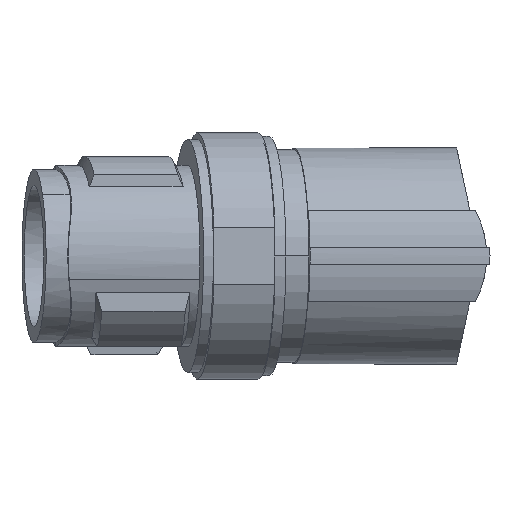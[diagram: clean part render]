
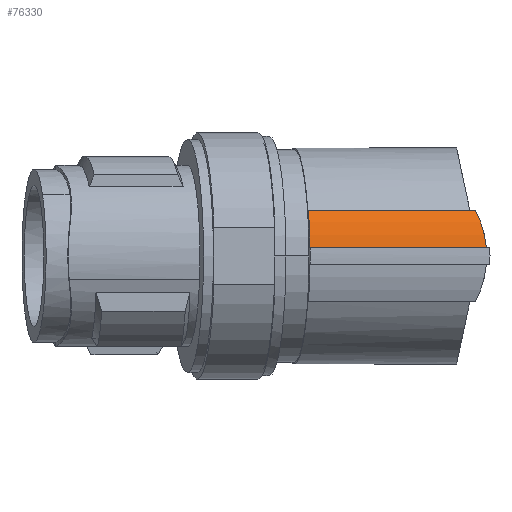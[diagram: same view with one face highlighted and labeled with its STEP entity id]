
A CAD part, left-side view. The second image highlights one B-rep face of the part: STEP entity #76330.
In plain terms, the highlighted cylindrical face has radius 6.8 mm (diameter 13.6 mm), a partial arc.
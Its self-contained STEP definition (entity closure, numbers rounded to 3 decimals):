
#51910=CARTESIAN_POINT('',(-33.855,4.8,
2.75));
#51920=VERTEX_POINT('',#51910);
#51950=CARTESIAN_POINT('',(-27.696,5.666,
0.));
#51960=DIRECTION('',(0.139,-0.99,
0.));
#51970=DIRECTION('',(0.99,0.139,
0.));
#51980=AXIS2_PLACEMENT_3D('',#51950,#51960,#51970);
#51990=CIRCLE('',#51980,6.8);
#52000=CARTESIAN_POINT('',(-34.412,4.722,
0.5));
#52010=VERTEX_POINT('',#52000);
#52020=EDGE_CURVE('',#51920,#52010,#51990,.T.);
#73110=CARTESIAN_POINT('',(-32.447,-5.22,
2.75));
#73120=VERTEX_POINT('',#73110);
#73150=CARTESIAN_POINT('',(-33.855,4.8,
2.75));
#73160=DIRECTION('',(0.139,-0.99,
0.));
#73170=VECTOR('',#73160,1.);
#73180=LINE('',#73150,#73170);
#73190=EDGE_CURVE('',#51920,#73120,#73180,.T.);
#75430=CARTESIAN_POINT('',(-34.412,4.722,
0.5));
#75440=DIRECTION('',(0.139,-0.99,
0.));
#75450=VECTOR('',#75440,1.);
#75460=LINE('',#75430,#75450);
#75470=CARTESIAN_POINT('',(-32.922,-5.879,
0.5));
#75480=VERTEX_POINT('',#75470);
#75490=EDGE_CURVE('',#52010,#75480,#75460,.T.);
#75860=CARTESIAN_POINT('',(-27.696,5.666,
0.));
#75870=DIRECTION('',(0.139,-0.99,
0.));
#75880=DIRECTION('',(0.99,0.139,
0.));
#75890=AXIS2_PLACEMENT_3D('',#75860,#75870,#75880);
#75900=CYLINDRICAL_SURFACE('',#75890,6.8);
#75910=ORIENTED_EDGE('',*,*,#75490,.T.);
#75920=ORIENTED_EDGE('',*,*,#52020,.T.);
#75930=ORIENTED_EDGE('',*,*,#73190,.F.);
#75940=CARTESIAN_POINT('',(-13.657,0.,
0.));
#75950=DIRECTION('',(1.,0.,0.));
#75960=DIRECTION('',(0.,0.,1.));
#75970=AXIS2_PLACEMENT_3D('',#75940,#75950,#75960);
#75980=CYLINDRICAL_SURFACE('',#75970,5.9);
#75990=CARTESIAN_POINT('',(-32.922,-5.879,
0.5));
#76000=CARTESIAN_POINT('',(-32.919,-5.875,
0.55));
#76010=CARTESIAN_POINT('',(-32.915,-5.87,
0.6));
#76020=CARTESIAN_POINT('',(-32.911,-5.864,
0.65));
#76030=CARTESIAN_POINT('',(-32.907,-5.859,
0.699));
#76040=CARTESIAN_POINT('',(-32.903,-5.852,
0.749));
#76050=CARTESIAN_POINT('',(-32.898,-5.846,
0.798));
#76060=CARTESIAN_POINT('',(-32.888,-5.832,
0.897));
#76070=CARTESIAN_POINT('',(-32.876,-5.816,
0.996));
#76080=CARTESIAN_POINT('',(-32.862,-5.798,
1.094));
#76090=CARTESIAN_POINT('',(-32.849,-5.779,
1.192));
#76100=CARTESIAN_POINT('',(-32.834,-5.758,
1.289));
#76110=CARTESIAN_POINT('',(-32.817,-5.735,
1.385));
#76120=CARTESIAN_POINT('',(-32.8,-5.712,
1.481));
#76130=CARTESIAN_POINT('',(-32.781,-5.686,
1.577));
#76140=CARTESIAN_POINT('',(-32.761,-5.658,
1.671));
#76150=CARTESIAN_POINT('',(-32.741,-5.631,
1.765));
#76160=CARTESIAN_POINT('',(-32.719,-5.6,
1.859));
#76170=CARTESIAN_POINT('',(-32.695,-5.568,
1.951));
#76180=CARTESIAN_POINT('',(-32.672,-5.536,
2.044));
#76190=CARTESIAN_POINT('',(-32.647,-5.501,
2.135));
#76200=CARTESIAN_POINT('',(-32.621,-5.464,
2.225));
#76210=CARTESIAN_POINT('',(-32.594,-5.428,
2.315));
#76220=CARTESIAN_POINT('',(-32.567,-5.389,
2.404));
#76230=CARTESIAN_POINT('',(-32.538,-5.348,
2.492));
#76240=CARTESIAN_POINT('',(-32.508,-5.307,
2.579));
#76250=CARTESIAN_POINT('',(-32.478,-5.265,
2.665));
#76260=CARTESIAN_POINT('',(-32.447,-5.22,
2.75));
#76270=B_SPLINE_CURVE_WITH_KNOTS('',3,(#75990,#76000,#76010,#76020,
#76030,#76040,#76050,#76060,#76070,#76080,#76090,#76100,#76110,#76120,
#76130,#76140,#76150,#76160,#76170,#76180,#76190,#76200,#76210,#76220,
#76230,#76240,#76250,#76260),.UNSPECIFIED.,.F.,.F.,(4,3,3,3,3,3,3,3,3,4)
,(0.,0.151,0.301,0.603,
0.904,1.206,1.507,1.809,
2.112,2.414),.UNSPECIFIED.);
#76280=SURFACE_CURVE('',#76270,(#75900,#75980),.CURVE_3D.);
#76290=EDGE_CURVE('',#75480,#73120,#76280,.T.);
#76300=ORIENTED_EDGE('',*,*,#76290,.T.);
#76310=EDGE_LOOP('',(#76300,#75930,#75920,#75910));
#76320=FACE_OUTER_BOUND('',#76310,.T.);
#76330=ADVANCED_FACE('',(#76320),#75900,.T.);
